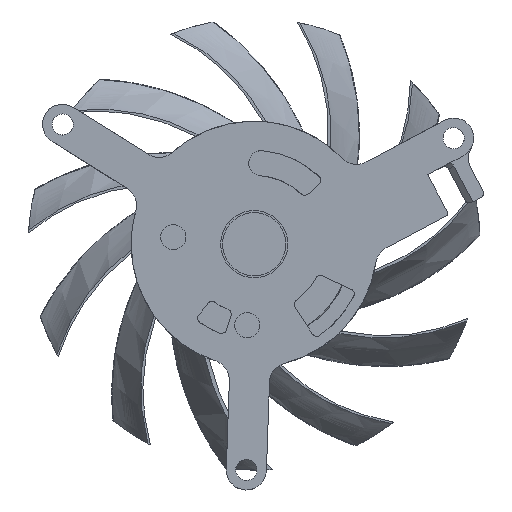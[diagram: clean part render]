
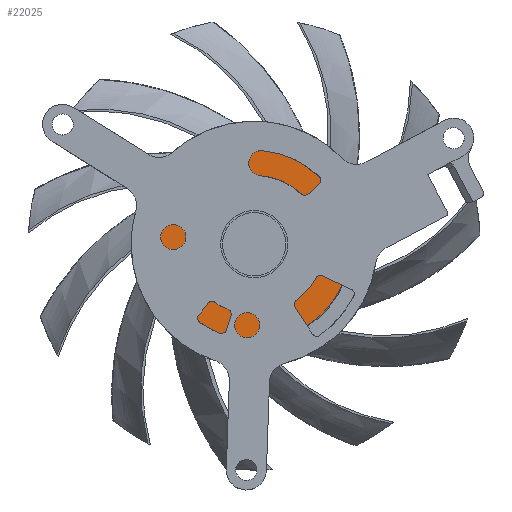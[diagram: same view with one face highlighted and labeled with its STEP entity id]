
A CAD part, front view. The second image highlights one B-rep face of the part: STEP entity #22025.
In plain terms, the highlighted face is planar.
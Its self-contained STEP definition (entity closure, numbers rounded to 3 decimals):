
#9269=CARTESIAN_POINT('',(0.,0.,-1.));
#9270=DIRECTION('',(0.,0.,-1.));
#9271=DIRECTION('',(0.,1.,0.));
#9272=AXIS2_PLACEMENT_3D('',#9269,#9270,#9271);
#9284=CARTESIAN_POINT('',(0.,0.,-1.));
#9285=DIRECTION('',(0.,0.,-1.));
#9286=DIRECTION('',(0.,-1.,0.));
#9287=AXIS2_PLACEMENT_3D('',#9284,#9285,#9286);
#9303=CARTESIAN_POINT('',(0.,0.,-1.));
#9304=DIRECTION('',(0.,0.,1.));
#9305=DIRECTION('',(0.,-1.,0.));
#9306=AXIS2_PLACEMENT_3D('',#9303,#9304,#9305);
#9317=CARTESIAN_POINT('',(0.,0.,-1.));
#9318=DIRECTION('',(0.,0.,1.));
#9319=DIRECTION('',(0.,1.,0.));
#9320=AXIS2_PLACEMENT_3D('',#9317,#9318,#9319);
#9491=CARTESIAN_POINT('',(0.,9.674,-1.));
#9492=CARTESIAN_POINT('',(0.,-9.674,-1.));
#9493=VERTEX_POINT('',#9491);
#9494=VERTEX_POINT('',#9492);
#9495=CARTESIAN_POINT('',(0.,-2.,-1.));
#9496=CARTESIAN_POINT('',(0.,2.,-1.));
#9497=VERTEX_POINT('',#9495);
#9498=VERTEX_POINT('',#9496);
#22009=CARTESIAN_POINT('',(0.,0.,-1.));
#22010=DIRECTION('',(0.,0.,1.));
#22011=DIRECTION('',(1.,0.,0.));
#22012=AXIS2_PLACEMENT_3D('',#22009,#22010,#22011);
#22013=PLANE('',#22012);
#22014=ORIENTED_EDGE('',*,*,#21999,.F.);
#22016=ORIENTED_EDGE('',*,*,#22015,.F.);
#22017=EDGE_LOOP('',(#22014,#22016));
#22018=FACE_OUTER_BOUND('',#22017,.F.);
#22020=ORIENTED_EDGE('',*,*,#22019,.F.);
#22022=ORIENTED_EDGE('',*,*,#22021,.F.);
#22023=EDGE_LOOP('',(#22020,#22022));
#22024=FACE_BOUND('',#22023,.F.);
#9273=CIRCLE('',#9272,9.674);
#9288=CIRCLE('',#9287,9.674);
#9307=CIRCLE('',#9306,2.);
#9321=CIRCLE('',#9320,2.);
#21999=EDGE_CURVE('',#9493,#9494,#9273,.T.);
#22015=EDGE_CURVE('',#9494,#9493,#9288,.T.);
#22019=EDGE_CURVE('',#9497,#9498,#9307,.T.);
#22021=EDGE_CURVE('',#9498,#9497,#9321,.T.);
#22025=ADVANCED_FACE('',(#22018,#22024),#22013,.F.);
